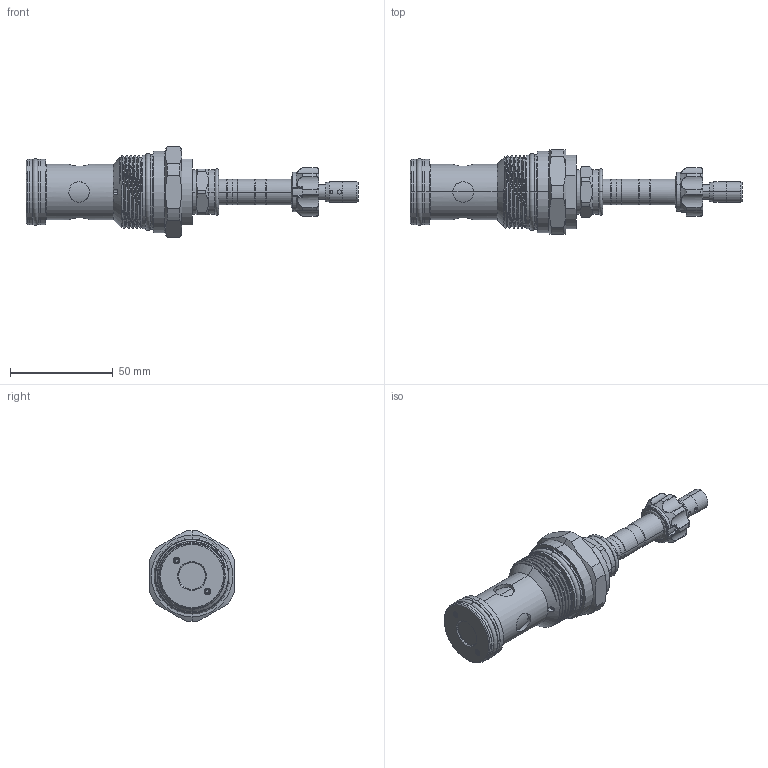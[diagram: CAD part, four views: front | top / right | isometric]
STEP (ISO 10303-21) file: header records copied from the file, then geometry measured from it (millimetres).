
FILE_DESCRIPTION (( 'STEP AP203' ), '1' );
FILE_NAME ('EP16A2A32T95.STEP', '2024-12-10T08:26:45', ( '' ), ( '' ), 'SwSTEP 2.0', 'SolidWorks 2018', '' );
FILE_SCHEMA (( 'CONFIG_CONTROL_DESIGN' ));
Length unit declared in the file: millimetre
Products named in the file (1): EP16A2A32T95
Bounding box: 161.8 x 41.2 x 44.3 mm (x, y, z)
Volume: 82625.6 mm3; surface area: 18253.2 mm2
Topology: 1 solids, 6 shells, 424 faces, 1006 edges, 626 vertices
Faces by surface type: cylinder 204, plane 74, cone 67, torus 41, bspline 38
Entity records: 19346 total; most frequent: CARTESIAN_POINT 9775, ORIENTED_EDGE 2008, DIRECTION 1992, EDGE_CURVE 1004, AXIS2_PLACEMENT_3D 838, VERTEX_POINT 626, EDGE_LOOP 462, CIRCLE 451
